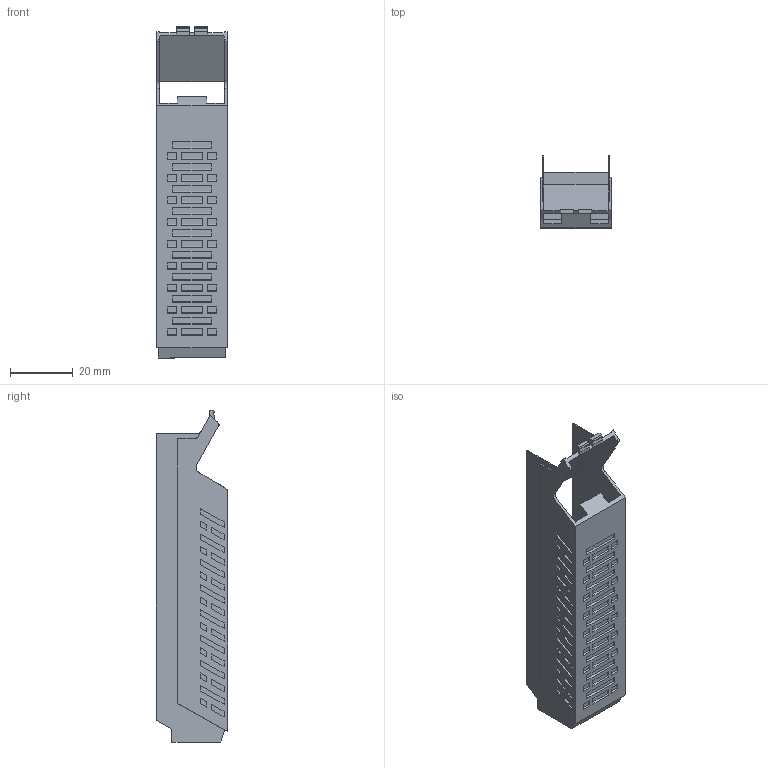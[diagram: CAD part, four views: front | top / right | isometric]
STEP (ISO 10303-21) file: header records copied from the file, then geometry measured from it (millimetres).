
FILE_DESCRIPTION(('CATIA V5R24 STEP','CAx-IF Rec.Pracs.--- Model Styling and Organization---1.2---2011-12-15'),'2;1');
FILE_NAME ('12063386_2', '2017-10-20T11:13:58+00:00', ('Weidmueller Interface'), ('Weidmueller'), 'CATIA Version 5-6 Release 2014 SP4', 'CATIA V5 STEP AP214', 'none');
FILE_SCHEMA(('AUTOMOTIVE_DESIGN { 1 0 10303 214 1 1 1 1 }'));
Length unit declared in the file: millimetre
Products named in the file (1): 1451120000
Bounding box: 22.5 x 22.76 x 105.49 mm (x, y, z)
Volume: 5595.4 mm3; surface area: 14607.2 mm2
Topology: 1 solids, 1 shells, 499 faces, 1308 edges, 894 vertices
Faces by surface type: plane 487, cylinder 9, extrusion 3
Entity records: 13866 total; most frequent: CARTESIAN_POINT 2672, ORIENTED_EDGE 2616, DIRECTION 1430, EDGE_CURVE 1308, VECTOR 1145, LINE 1142, VERTEX_POINT 894, EDGE_LOOP 584
